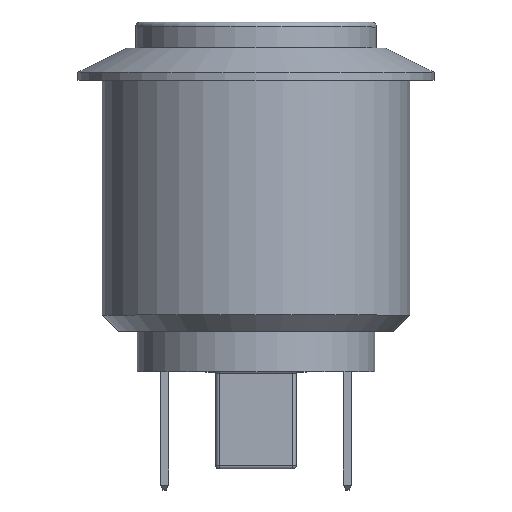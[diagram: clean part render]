
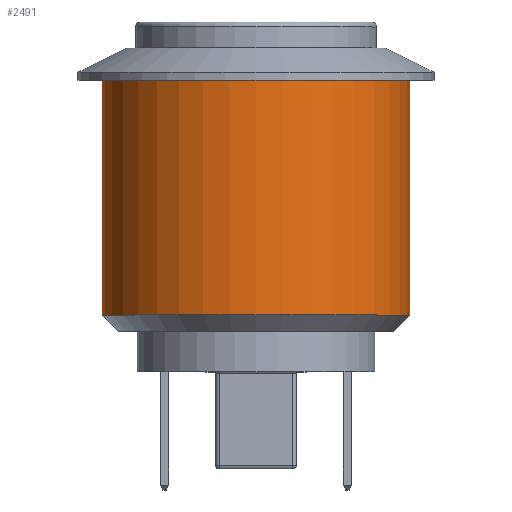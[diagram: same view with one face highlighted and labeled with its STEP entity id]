
A CAD part, top view. The second image highlights one B-rep face of the part: STEP entity #2491.
In plain terms, the highlighted cylindrical face has radius 9.5 mm (diameter 19 mm), a full revolution.
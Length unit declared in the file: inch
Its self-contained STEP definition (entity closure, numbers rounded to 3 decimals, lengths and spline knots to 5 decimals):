
#2460=CARTESIAN_POINT('',(0.37402,0.61024,0.));
#2461=VERTEX_POINT('',#2460);
#2462=CARTESIAN_POINT('',(0.0,0.61024,0.0));
#2463=DIRECTION('',(0.0,-1.0,0.0));
#2464=DIRECTION('',(1.0,0.0,0.0));
#2465=AXIS2_PLACEMENT_3D('',#2462,#2463,#2464);
#2466=CIRCLE('',#2465,0.37402);
#2467=EDGE_CURVE('',#2461,#2461,#2466,.T.);
#2472=CARTESIAN_POINT('',(0.0,0.63878,0.0));
#2473=DIRECTION('',(0.0,-1.0,0.0));
#2474=DIRECTION('',(1.0,0.0,0.0));
#2475=AXIS2_PLACEMENT_3D('',#2472,#2473,#2474);
#2476=CYLINDRICAL_SURFACE('',#2475,0.37402);
#2477=CARTESIAN_POINT('',(0.37402,0.03937,0.));
#2478=VERTEX_POINT('',#2477);
#2479=CARTESIAN_POINT('',(0.0,0.03937,0.0));
#2480=DIRECTION('',(0.0,-1.0,0.0));
#2481=DIRECTION('',(1.0,0.0,0.0));
#2482=AXIS2_PLACEMENT_3D('',#2479,#2480,#2481);
#2483=CIRCLE('',#2482,0.37402);
#2484=EDGE_CURVE('',#2478,#2478,#2483,.T.);
#2485=ORIENTED_EDGE('',*,*,#2484,.F.);
#2486=EDGE_LOOP('',(#2485));
#2487=FACE_OUTER_BOUND('',#2486,.T.);
#2488=ORIENTED_EDGE('',*,*,#2467,.T.);
#2489=EDGE_LOOP('',(#2488));
#2490=FACE_BOUND('',#2489,.T.);
#2491=ADVANCED_FACE('',(#2487,#2490),#2476,.T.);
